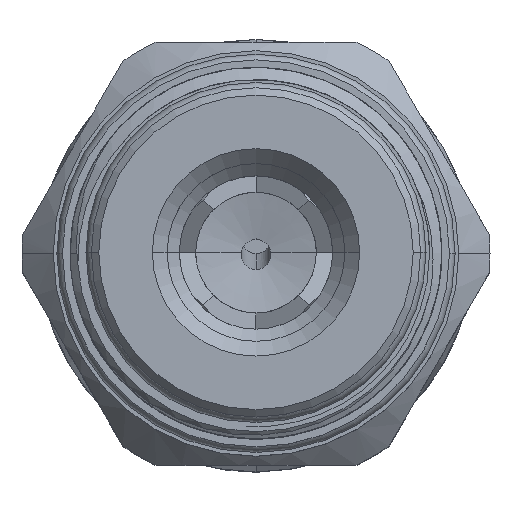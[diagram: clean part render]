
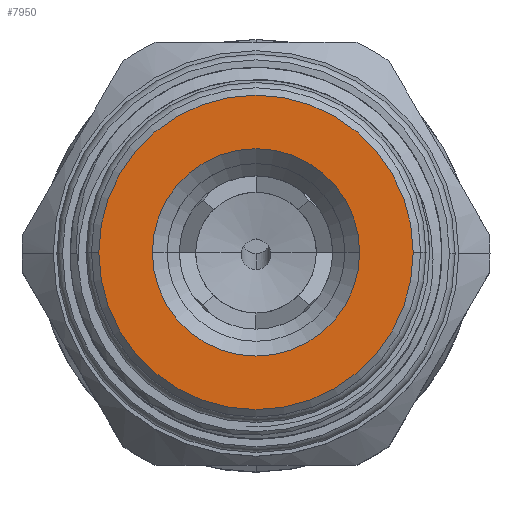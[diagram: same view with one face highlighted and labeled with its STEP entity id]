
A CAD part, top view. The second image highlights one B-rep face of the part: STEP entity #7950.
In plain terms, the highlighted planar face has unit normal (0, 0, 1).
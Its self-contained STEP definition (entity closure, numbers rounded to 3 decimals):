
#202 = CARTESIAN_POINT ( 'NONE',  ( 7., 0., 0. ) ) ;
#480 = AXIS2_PLACEMENT_3D ( 'NONE', #8486, #5755, #7211 ) ;
#635 = ORIENTED_EDGE ( 'NONE', *, *, #12514, .F. ) ;
#1094 = AXIS2_PLACEMENT_3D ( 'NONE', #11087, #18359, #2283 ) ;
#1351 = CARTESIAN_POINT ( 'NONE',  ( 0., 0., 0. ) ) ;
#2283 = DIRECTION ( 'NONE',  ( -1., 0., 0. ) ) ;
#2755 = ORIENTED_EDGE ( 'NONE', *, *, #3187, .F. ) ;
#3187 = EDGE_CURVE ( 'NONE', #4825, #9840, #9287, .T. ) ;
#3298 = AXIS2_PLACEMENT_3D ( 'NONE', #15200, #10745, #3553 ) ;
#3553 = DIRECTION ( 'NONE',  ( 1., 0., 0. ) ) ;
#3734 = CARTESIAN_POINT ( 'NONE',  ( -10.615, 0., 0. ) ) ;
#3816 = CIRCLE ( 'NONE', #3298, 7. ) ;
#4355 = CIRCLE ( 'NONE', #1094, 10.615 ) ;
#4784 = EDGE_LOOP ( 'NONE', ( #635, #6939 ) ) ;
#4815 = VERTEX_POINT ( 'NONE', #7358 ) ;
#4825 = VERTEX_POINT ( 'NONE', #202 ) ;
#5462 = PLANE ( 'NONE',  #9111 ) ;
#5584 = DIRECTION ( 'NONE',  ( -1., 0., 0. ) ) ;
#5755 = DIRECTION ( 'NONE',  ( 0., 0., 1. ) ) ;
#6084 = EDGE_CURVE ( 'NONE', #9840, #4825, #3816, .T. ) ;
#6485 = FACE_OUTER_BOUND ( 'NONE', #4784, .T. ) ;
#6848 = CARTESIAN_POINT ( 'NONE',  ( 0., 0., 0. ) ) ;
#6939 = ORIENTED_EDGE ( 'NONE', *, *, #8876, .F. ) ;
#7211 = DIRECTION ( 'NONE',  ( 1., 0., 0. ) ) ;
#7358 = CARTESIAN_POINT ( 'NONE',  ( 10.615, 0., 0. ) ) ;
#7950 = ADVANCED_FACE ( 'NONE', ( #6485, #16214 ), #5462, .F. ) ;
#8486 = CARTESIAN_POINT ( 'NONE',  ( 0., 0., 0. ) ) ;
#8876 = EDGE_CURVE ( 'NONE', #4815, #11317, #12613, .T. ) ;
#9111 = AXIS2_PLACEMENT_3D ( 'NONE', #1351, #11420, #5584 ) ;
#9287 = CIRCLE ( 'NONE', #480, 7. ) ;
#9840 = VERTEX_POINT ( 'NONE', #10025 ) ;
#10025 = CARTESIAN_POINT ( 'NONE',  ( -7., 0., 0. ) ) ;
#10548 = EDGE_LOOP ( 'NONE', ( #2755, #15965 ) ) ;
#10745 = DIRECTION ( 'NONE',  ( 0., 0., 1. ) ) ;
#11087 = CARTESIAN_POINT ( 'NONE',  ( 0., 0., 0. ) ) ;
#11317 = VERTEX_POINT ( 'NONE', #3734 ) ;
#11420 = DIRECTION ( 'NONE',  ( 0., 0., -1. ) ) ;
#12514 = EDGE_CURVE ( 'NONE', #11317, #4815, #4355, .T. ) ;
#12613 = CIRCLE ( 'NONE', #14874, 10.615 ) ;
#14223 = DIRECTION ( 'NONE',  ( 0., 0., -1. ) ) ;
#14874 = AXIS2_PLACEMENT_3D ( 'NONE', #6848, #14223, #15592 ) ;
#15200 = CARTESIAN_POINT ( 'NONE',  ( 0., 0., 0. ) ) ;
#15592 = DIRECTION ( 'NONE',  ( -1., 0., 0. ) ) ;
#15965 = ORIENTED_EDGE ( 'NONE', *, *, #6084, .F. ) ;
#16214 = FACE_BOUND ( 'NONE', #10548, .T. ) ;
#18359 = DIRECTION ( 'NONE',  ( 0., 0., -1. ) ) ;
